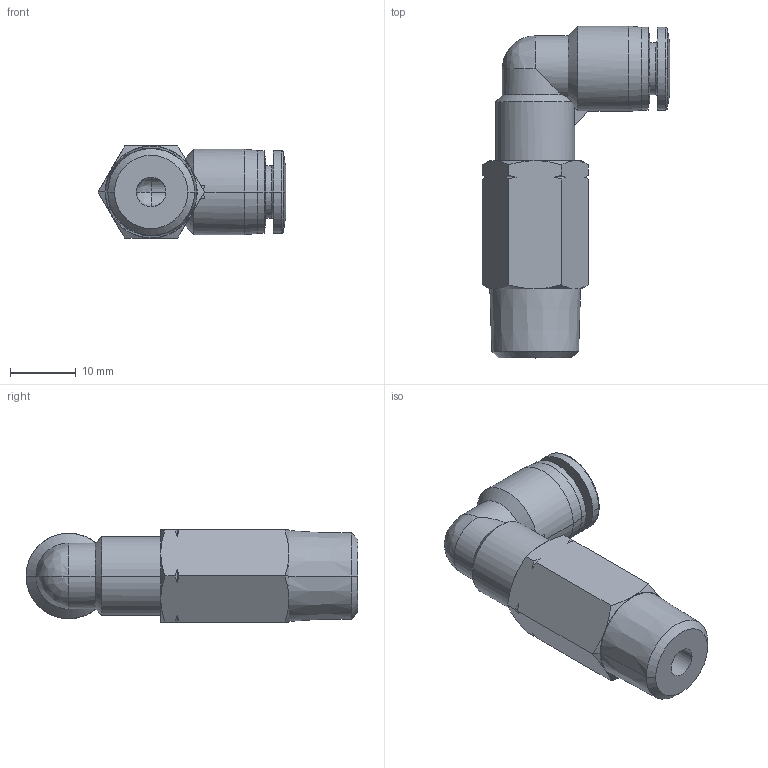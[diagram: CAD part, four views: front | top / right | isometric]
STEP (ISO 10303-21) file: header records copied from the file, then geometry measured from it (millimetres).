
FILE_DESCRIPTION (( 'STEP AP214' ), '1' );
FILE_NAME ('MEL14-14N.step', '2016-02-24T20:42:35', ( '' ), ( '' ), 'SwSTEP 2.0', 'SolidWorks 2015', '' );
FILE_SCHEMA (( 'AUTOMOTIVE_DESIGN' ));
Length unit declared in the file: inch
Products named in the file (1): MEL14-14N
Bounding box: 28.58 x 50.5 x 14 mm (x, y, z)
Volume: 7099.8 mm3; surface area: 4050.5 mm2
Topology: 1 solids, 1 shells, 88 faces, 215 edges, 129 vertices
Faces by surface type: cone 43, cylinder 20, plane 15, bspline 8, torus 2
Entity records: 3933 total; most frequent: CARTESIAN_POINT 793, ORIENTED_EDGE 422, DIRECTION 403, EDGE_CURVE 211, AXIS2_PLACEMENT_3D 175, VERTEX_POINT 129, CIRCLE 94, EDGE_LOOP 94
